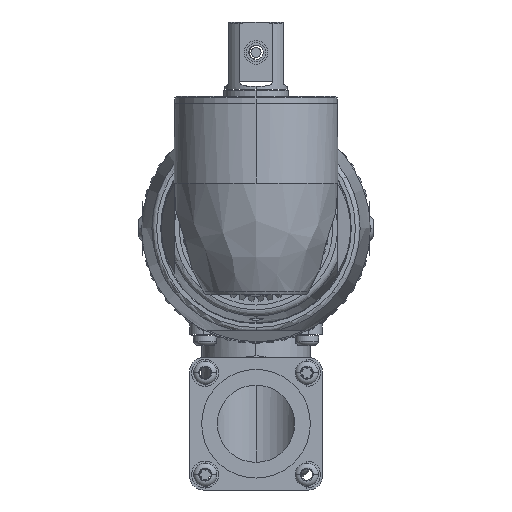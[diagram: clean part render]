
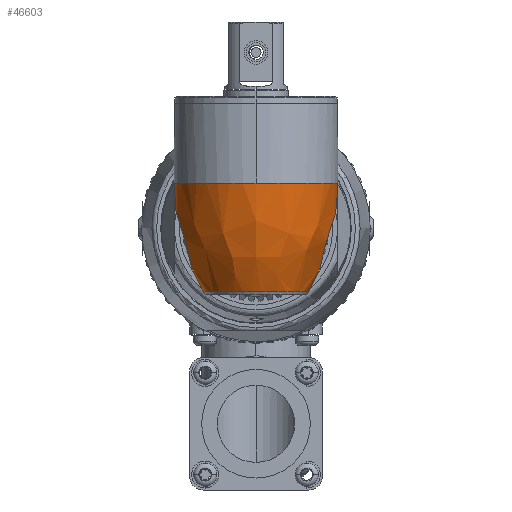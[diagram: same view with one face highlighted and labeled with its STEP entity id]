
A CAD part, left-side view. The second image highlights one B-rep face of the part: STEP entity #46603.
In plain terms, the highlighted free-form (B-spline) face has degree [3, 3] with [7, 4] control points.
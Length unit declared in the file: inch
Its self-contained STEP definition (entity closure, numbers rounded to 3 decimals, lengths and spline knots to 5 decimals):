
#39173=CARTESIAN_POINT('',(-13.34202,-0.56196,
0.416));
#39174=CARTESIAN_POINT('',(-13.36526,-0.58232,
0.38051));
#39175=CARTESIAN_POINT('',(-13.41058,-0.6145,
0.31077));
#39176=CARTESIAN_POINT('',(-13.47135,-0.64327,
0.21477));
#39177=CARTESIAN_POINT('',(-13.52508,-0.65839,
0.126));
#39178=CARTESIAN_POINT('',(-13.57113,-0.66314,
0.04389));
#39179=CARTESIAN_POINT('',(-13.60859,-0.65979,
-0.0325));
#39180=CARTESIAN_POINT('',(-13.63585,-0.64997,
-0.1033));
#39181=CARTESIAN_POINT('',(-13.65181,-0.63435,
-0.1709));
#39182=CARTESIAN_POINT('',(-13.65491,-0.61374,
-0.23428));
#39183=CARTESIAN_POINT('',(-13.6473,-0.58963,
-0.29193));
#39184=CARTESIAN_POINT('',(-13.63177,-0.56123,
-0.34745));
#39185=CARTESIAN_POINT('',(-13.60891,-0.52581,
-0.40474));
#39186=CARTESIAN_POINT('',(-13.57991,-0.48142,
-0.46388));
#39187=CARTESIAN_POINT('',(-13.54665,-0.42627,
-0.52393));
#39188=CARTESIAN_POINT('',(-13.52251,-0.37945,
-0.56447));
#39189=CARTESIAN_POINT('',(-13.51067,-0.35333,
-0.584));
#39214=CARTESIAN_POINT('',(-13.8387,0.005,-0.584));
#39215=DIRECTION('',(0.,0.,-1.));
#39216=DIRECTION('',(0.675,-0.738,0.));
#39217=AXIS2_PLACEMENT_3D('',#39214,#39215,#39216);
#39219=CARTESIAN_POINT('',(-13.51067,0.36333,
-0.584));
#39220=CARTESIAN_POINT('',(-13.52245,0.38931,
-0.56458));
#39221=CARTESIAN_POINT('',(-13.54645,0.43591,
-0.52426));
#39222=CARTESIAN_POINT('',(-13.57955,0.49085,
-0.46455));
#39223=CARTESIAN_POINT('',(-13.60845,0.53512,
-0.40573));
#39224=CARTESIAN_POINT('',(-13.63131,0.57049,
-0.34875));
#39225=CARTESIAN_POINT('',(-13.64692,0.59884,
-0.29361));
#39226=CARTESIAN_POINT('',(-13.65478,0.6229,
-0.23649));
#39227=CARTESIAN_POINT('',(-13.65217,0.64367,
-0.17338));
#39228=CARTESIAN_POINT('',(-13.63659,0.65956,
-0.10557));
#39229=CARTESIAN_POINT('',(-13.60945,0.66963,
-0.03439));
#39230=CARTESIAN_POINT('',(-13.57197,0.67316,
0.04232));
#39231=CARTESIAN_POINT('',(-13.52582,0.66855,
0.12475));
#39232=CARTESIAN_POINT('',(-13.47188,0.65349,
0.21393));
#39233=CARTESIAN_POINT('',(-13.41086,0.62469,
0.31034));
#39234=CARTESIAN_POINT('',(-13.36535,0.5924,
0.38037));
#39235=CARTESIAN_POINT('',(-13.34202,0.57196,
0.416));
#39325=CARTESIAN_POINT('',(-13.8387,0.005,0.416));
#39326=DIRECTION('',(0.,0.,-1.));
#39327=DIRECTION('',(-1.,0.,0.));
#39328=AXIS2_PLACEMENT_3D('',#39325,#39326,#39327);
#39366=CARTESIAN_POINT('',(-13.8387,0.005,0.416));
#39367=DIRECTION('',(0.,0.,1.));
#39368=DIRECTION('',(-1.,0.,0.));
#39369=AXIS2_PLACEMENT_3D('',#39366,#39367,#39368);
#39665=VERTEX_POINT('',#39219);
#39666=VERTEX_POINT('',#39235);
#39669=VERTEX_POINT('',#39173);
#39670=VERTEX_POINT('',#39189);
#39673=CARTESIAN_POINT('',(-14.59245,0.005,0.416));
#39674=VERTEX_POINT('',#39673);
#46564=CARTESIAN_POINT('',(-13.28065,-0.50152,
0.43694));
#46565=CARTESIAN_POINT('',(-13.2778,-0.5041,
0.06938));
#46566=CARTESIAN_POINT('',(-13.34825,-0.44016,
-0.28569));
#46567=CARTESIAN_POINT('',(-13.48681,-0.3144,
-0.60208));
#46568=CARTESIAN_POINT('',(-13.82994,-1.10668,
0.43694));
#46569=CARTESIAN_POINT('',(-13.82989,-1.11236,
0.06938));
#46570=CARTESIAN_POINT('',(-13.831,-0.97202,
-0.28569));
#46571=CARTESIAN_POINT('',(-13.83317,-0.69601,
-0.60208));
#46572=CARTESIAN_POINT('',(-14.59234,-0.81227,
0.43694));
#46573=CARTESIAN_POINT('',(-14.59619,-0.81645,
0.06938));
#46574=CARTESIAN_POINT('',(-14.50105,-0.71328,
-0.28569));
#46575=CARTESIAN_POINT('',(-14.31393,-0.51036,
-0.60208));
#46576=CARTESIAN_POINT('',(-14.59234,0.005,
0.43694));
#46577=CARTESIAN_POINT('',(-14.59619,0.005,
0.06938));
#46578=CARTESIAN_POINT('',(-14.50105,0.005,
-0.28569));
#46579=CARTESIAN_POINT('',(-14.31393,0.005,
-0.60208));
#46580=CARTESIAN_POINT('',(-14.59234,0.82227,
0.43694));
#46581=CARTESIAN_POINT('',(-14.59619,0.82645,
0.06938));
#46582=CARTESIAN_POINT('',(-14.50105,0.72328,
-0.28569));
#46583=CARTESIAN_POINT('',(-14.31393,0.52036,
-0.60208));
#46584=CARTESIAN_POINT('',(-13.82994,1.11668,
0.43694));
#46585=CARTESIAN_POINT('',(-13.82989,1.12236,
0.06938));
#46586=CARTESIAN_POINT('',(-13.831,0.98202,
-0.28569));
#46587=CARTESIAN_POINT('',(-13.83317,0.70601,
-0.60208));
#46588=CARTESIAN_POINT('',(-13.28065,0.51152,
0.43694));
#46589=CARTESIAN_POINT('',(-13.2778,0.5141,
0.06938));
#46590=CARTESIAN_POINT('',(-13.34825,0.45016,
-0.28569));
#46591=CARTESIAN_POINT('',(-13.48681,0.3244,
-0.60208));
#46592=(BOUNDED_SURFACE()B_SPLINE_SURFACE(3,3,((#46564,#46565,#46566,#46567),(
#46568,#46569,#46570,#46571),(#46572,#46573,#46574,#46575),(#46576,#46577,
#46578,#46579),(#46580,#46581,#46582,#46583),(#46584,#46585,#46586,#46587),(
#46588,#46589,#46590,#46591)),.UNSPECIFIED.,.F.,.F.,.F.)B_SPLINE_SURFACE_WITH_KNOTS((4,3,4),(4,4),(0.,1.,2.),(0.,1.),.UNSPECIFIED.)GEOMETRIC_REPRESENTATION_ITEM()RATIONAL_B_SPLINE_SURFACE(((1.498,1.461,
1.461,1.498),(0.859,0.838,
0.838,0.859),(0.859,0.838,
0.838,0.859),(1.498,1.461,
1.461,1.498),(0.859,0.838,
0.838,0.859),(0.859,0.838,
0.838,0.859),(1.498,1.461,
1.461,1.498)))REPRESENTATION_ITEM('')SURFACE());
#46594=ORIENTED_EDGE('',*,*,#46593,.T.);
#46596=ORIENTED_EDGE('',*,*,#46595,.F.);
#46598=ORIENTED_EDGE('',*,*,#46597,.T.);
#46599=ORIENTED_EDGE('',*,*,#46555,.T.);
#46600=ORIENTED_EDGE('',*,*,#41314,.T.);
#46601=EDGE_LOOP('',(#46594,#46596,#46598,#46599,#46600));
#46602=FACE_OUTER_BOUND('',#46601,.F.);
#46603=ADVANCED_FACE('',(#46602),#46592,.T.);
#39190=B_SPLINE_CURVE_WITH_KNOTS('',3,(#39173,#39174,#39175,#39176,#39177,
#39178,#39179,#39180,#39181,#39182,#39183,#39184,#39185,#39186,#39187,#39188,
#39189),.UNSPECIFIED.,.F.,.F.,(4,1,1,1,1,1,1,1,1,1,1,1,1,1,4),(0.,
0.07143,0.14286,0.21429,0.28571,
0.35714,0.42857,0.5,0.57143,0.64286,
0.71429,0.78571,0.85714,0.92857,1.),
.UNSPECIFIED.);
#39218=CIRCLE('',#39217,0.4858);
#39236=B_SPLINE_CURVE_WITH_KNOTS('',3,(#39219,#39220,#39221,#39222,#39223,
#39224,#39225,#39226,#39227,#39228,#39229,#39230,#39231,#39232,#39233,#39234,
#39235),.UNSPECIFIED.,.F.,.F.,(4,1,1,1,1,1,1,1,1,1,1,1,1,1,4),(0.,
0.07143,0.14286,0.21429,0.28571,
0.35714,0.42857,0.5,0.57143,0.64286,
0.71429,0.78571,0.85714,0.92857,1.),
.UNSPECIFIED.);
#39329=CIRCLE('',#39328,0.75375);
#39370=CIRCLE('',#39369,0.75375);
#41314=EDGE_CURVE('',#39670,#39665,#39218,.T.);
#46555=EDGE_CURVE('',#39669,#39670,#39190,.T.);
#46593=EDGE_CURVE('',#39665,#39666,#39236,.T.);
#46595=EDGE_CURVE('',#39674,#39666,#39329,.T.);
#46597=EDGE_CURVE('',#39674,#39669,#39370,.T.);
